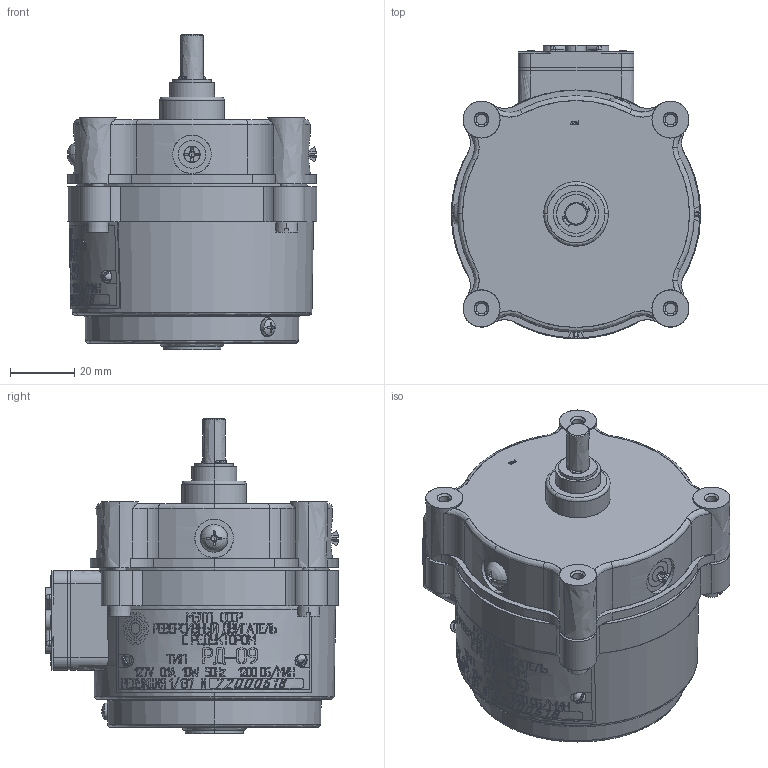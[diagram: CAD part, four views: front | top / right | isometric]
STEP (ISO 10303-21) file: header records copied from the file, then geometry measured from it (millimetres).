
FILE_DESCRIPTION(('FreeCAD Model'),'2;1');
FILE_NAME('Open CASCADE Shape Model','2025-05-05T04:43:47',('FreeCAD'),( 'FreeCAD'),'Open CASCADE STEP processor 7.6','FreeCAD','Unknown');
FILE_SCHEMA(('AUTOMOTIVE_DESIGN { 1 0 10303 214 1 1 1 1 }'));
Products named in the file (1): Open CASCADE STEP translator 7.6 1
Bounding box: 77.5 x 91.25 x 98 mm (x, y, z)
Surface area: 41033.4 mm2 (no closed solid volume)
Topology: 0 solids, 1637 shells, 1637 faces, 24335 edges, 24290 vertices
Faces by surface type: bspline 1321, revolution 316
Entity records: 261851 total; most frequent: CARTESIAN_POINT 146903, VERTEX_POINT 24288, ORIENTED_EDGE 24286, EDGE_CURVE 24286, B_SPLINE_CURVE_WITH_KNOTS 21475, DIRECTION 4134, LINE 2152, VECTOR 2152
